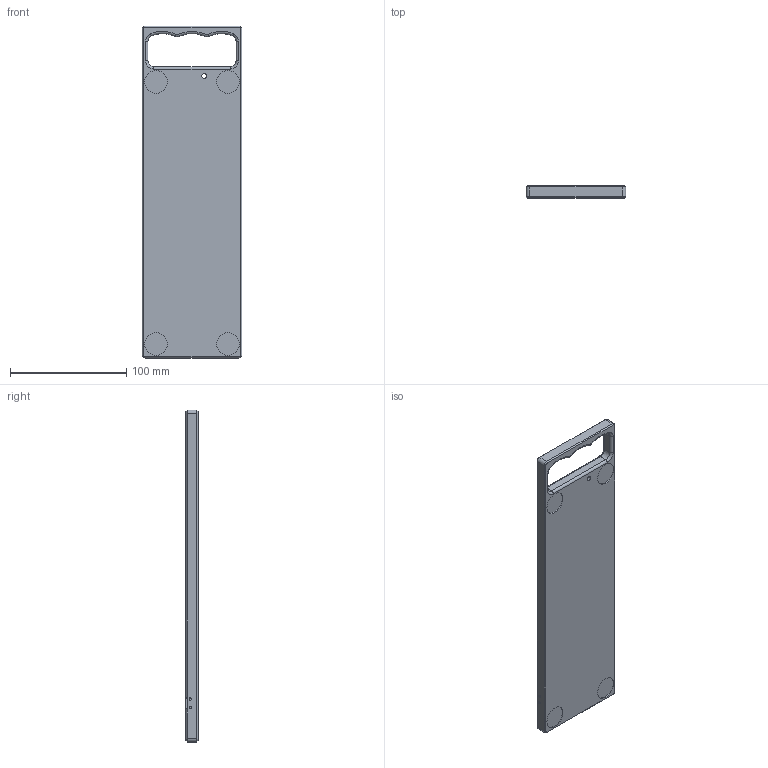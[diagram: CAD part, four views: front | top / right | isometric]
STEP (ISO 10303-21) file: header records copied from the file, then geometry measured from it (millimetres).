
FILE_DESCRIPTION(/* description */ (''),/* implementation_level */ '2;1');
FILE_NAME(/* name */ 'sketchport_rackmount.step',/* time_stamp */ '2020-12-27T16:36:35-05:00',/* author */ (''),/* organization */ (''),/* preprocessor_version */ 'ST-DEVELOPER v18.1',/* originating_system */ 'Autodesk Translation Framework v9.7.0.1280',/* authorisation */ '');
FILE_SCHEMA (('AUTOMOTIVE_DESIGN { 1 0 10303 214 3 1 1 }'));
Length unit declared in the file: millimetre
Products named in the file (2): airport_rackmount; Component2
Assembly tree (1 placements, depth 2):
  airport_rackmount
    Component2
Bounding box: 85.75 x 10.5 x 285.5 mm (x, y, z)
Volume: 128004.9 mm3; surface area: 59044.7 mm2
Topology: 1 solids, 1 shells, 166 faces, 427 edges, 269 vertices
Faces by surface type: cylinder 75, plane 58, torus 18, cone 15
Full cylindrical faces by diameter (mm): 1.567 x3, 1.623 x4, 2 x2, 4 x5, 19.55 x4
Entity records: 5156 total; most frequent: DIRECTION 948, CARTESIAN_POINT 914, ORIENTED_EDGE 840, EDGE_CURVE 420, AXIS2_PLACEMENT_3D 365, VERTEX_POINT 269, LINE 218, VECTOR 218
